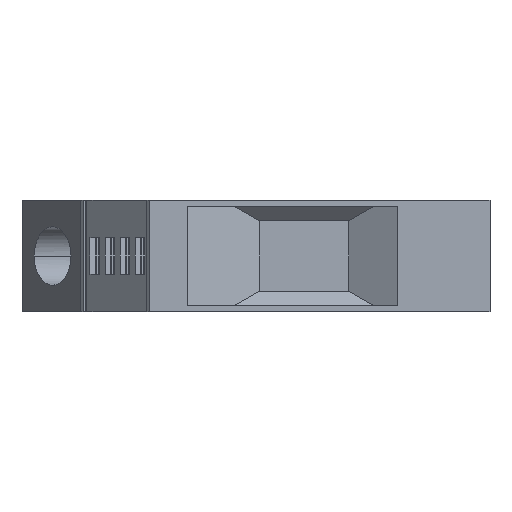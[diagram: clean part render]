
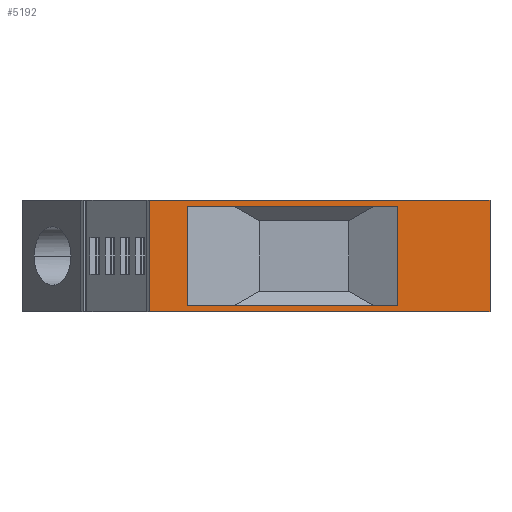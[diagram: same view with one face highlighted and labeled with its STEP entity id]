
A CAD part, left-side view. The second image highlights one B-rep face of the part: STEP entity #5192.
In plain terms, the highlighted planar face has unit normal (-1, 0, 0).
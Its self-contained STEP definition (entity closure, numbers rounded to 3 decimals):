
#60=DIRECTION('',(0.,-1.,0.));
#61=VECTOR('',#60,49.5);
#62=CARTESIAN_POINT('',(-29.,42.5,0.));
#63=LINE('',#62,#61);
#200=DIRECTION('',(0.,0.,-1.));
#201=VECTOR('',#200,16.2);
#202=CARTESIAN_POINT('',(-29.,-7.,0.));
#203=LINE('',#202,#201);
#420=DIRECTION('',(0.,-1.,0.));
#421=VECTOR('',#420,49.5);
#422=CARTESIAN_POINT('',(-29.,42.5,-16.2));
#423=LINE('',#422,#421);
#1818=DIRECTION('',(0.,0.,1.));
#1819=VECTOR('',#1818,16.2);
#1820=CARTESIAN_POINT('',(-29.,42.5,-16.2));
#1821=LINE('',#1820,#1819);
#1822=DIRECTION('',(0.,0.,1.));
#1823=VECTOR('',#1822,14.4);
#1824=CARTESIAN_POINT('',(-29.,37.,-15.3));
#1825=LINE('',#1824,#1823);
#1826=DIRECTION('',(0.,-1.,0.));
#1827=VECTOR('',#1826,30.5);
#1828=CARTESIAN_POINT('',(-29.,37.,-15.3));
#1829=LINE('',#1828,#1827);
#1830=DIRECTION('',(0.,0.,1.));
#1831=VECTOR('',#1830,14.4);
#1832=CARTESIAN_POINT('',(-29.,6.5,-15.3));
#1833=LINE('',#1832,#1831);
#1834=DIRECTION('',(0.,-1.,0.));
#1835=VECTOR('',#1834,30.5);
#1836=CARTESIAN_POINT('',(-29.,37.,-0.9));
#1837=LINE('',#1836,#1835);
#2146=CARTESIAN_POINT('',(-29.,-7.,0.));
#2147=CARTESIAN_POINT('',(-29.,-7.,-16.2));
#2148=VERTEX_POINT('',#2146);
#2149=VERTEX_POINT('',#2147);
#2156=CARTESIAN_POINT('',(-29.,42.5,0.));
#2157=VERTEX_POINT('',#2156);
#2160=CARTESIAN_POINT('',(-29.,42.5,-16.2));
#2161=VERTEX_POINT('',#2160);
#2710=CARTESIAN_POINT('',(-29.,37.,-15.3));
#2711=CARTESIAN_POINT('',(-29.,37.,-0.9));
#2712=VERTEX_POINT('',#2710);
#2713=VERTEX_POINT('',#2711);
#2714=CARTESIAN_POINT('',(-29.,6.5,-15.3));
#2715=CARTESIAN_POINT('',(-29.,6.5,-0.9));
#2716=VERTEX_POINT('',#2714);
#2717=VERTEX_POINT('',#2715);
#5171=CARTESIAN_POINT('',(-29.,52.5,0.));
#5172=DIRECTION('',(-1.,0.,0.));
#5173=DIRECTION('',(0.,-1.,0.));
#5174=AXIS2_PLACEMENT_3D('',#5171,#5172,#5173);
#5175=PLANE('',#5174);
#5176=ORIENTED_EDGE('',*,*,#2839,.T.);
#5177=ORIENTED_EDGE('',*,*,#2944,.T.);
#5178=ORIENTED_EDGE('',*,*,#3171,.F.);
#5179=ORIENTED_EDGE('',*,*,#3416,.T.);
#5180=EDGE_LOOP('',(#5176,#5177,#5178,#5179));
#5181=FACE_OUTER_BOUND('',#5180,.F.);
#5183=ORIENTED_EDGE('',*,*,#5182,.F.);
#5185=ORIENTED_EDGE('',*,*,#5184,.T.);
#5187=ORIENTED_EDGE('',*,*,#5186,.T.);
#5189=ORIENTED_EDGE('',*,*,#5188,.F.);
#5190=EDGE_LOOP('',(#5183,#5185,#5187,#5189));
#5191=FACE_BOUND('',#5190,.F.);
#5192=ADVANCED_FACE('',(#5181,#5191),#5175,.T.);
#2839=EDGE_CURVE('',#2157,#2148,#63,.T.);
#2944=EDGE_CURVE('',#2148,#2149,#203,.T.);
#3171=EDGE_CURVE('',#2161,#2149,#423,.T.);
#3416=EDGE_CURVE('',#2161,#2157,#1821,.T.);
#5182=EDGE_CURVE('',#2712,#2713,#1825,.T.);
#5184=EDGE_CURVE('',#2712,#2716,#1829,.T.);
#5186=EDGE_CURVE('',#2716,#2717,#1833,.T.);
#5188=EDGE_CURVE('',#2713,#2717,#1837,.T.);
